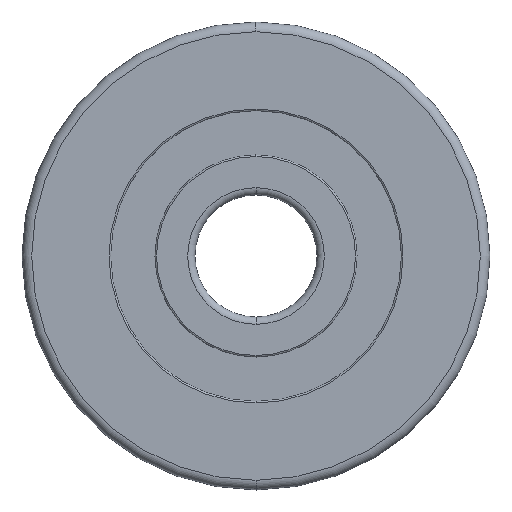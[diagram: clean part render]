
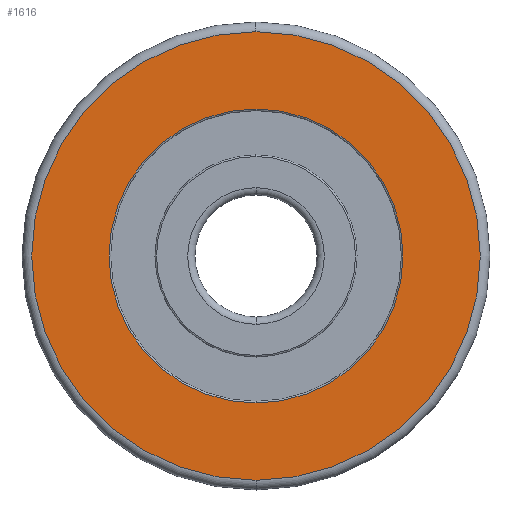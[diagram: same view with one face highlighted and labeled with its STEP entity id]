
A CAD part, left-side view. The second image highlights one B-rep face of the part: STEP entity #1616.
In plain terms, the highlighted planar face has unit normal (-1, 0, 0).
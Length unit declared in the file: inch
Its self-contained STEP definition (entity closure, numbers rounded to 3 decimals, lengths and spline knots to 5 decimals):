
#23 = EDGE_CURVE ( 'NONE', #1159, #1563, #805, .T. ) ;
#141 = AXIS2_PLACEMENT_3D ( 'NONE', #337, #1882, #1580 ) ;
#142 = AXIS2_PLACEMENT_3D ( 'NONE', #681, #1419, #1797 ) ;
#237 = PLANE ( 'NONE',  #1389 ) ;
#284 = CARTESIAN_POINT ( 'NONE',  ( -0.137, 0., -0.3695 ) ) ;
#337 = CARTESIAN_POINT ( 'NONE',  ( -0.137, 0., 0. ) ) ;
#428 = AXIS2_PLACEMENT_3D ( 'NONE', #1635, #561, #1490 ) ;
#450 = AXIS2_PLACEMENT_3D ( 'NONE', #1231, #1986, #1979 ) ;
#554 = DIRECTION ( 'NONE',  ( -1., 0., 0. ) ) ;
#558 = EDGE_LOOP ( 'NONE', ( #1312, #674 ) ) ;
#561 = DIRECTION ( 'NONE',  ( 1., 0., 0. ) ) ;
#568 = DIRECTION ( 'NONE',  ( 0., 0., 1. ) ) ;
#674 = ORIENTED_EDGE ( 'NONE', *, *, #23, .T. ) ;
#681 = CARTESIAN_POINT ( 'NONE',  ( -0.137, 0., 0. ) ) ;
#729 = CARTESIAN_POINT ( 'NONE',  ( -0.137, 0., 0.3695 ) ) ;
#774 = CARTESIAN_POINT ( 'NONE',  ( -0.137, 0., 0.24217 ) ) ;
#787 = ORIENTED_EDGE ( 'NONE', *, *, #791, .F. ) ;
#791 = EDGE_CURVE ( 'NONE', #1153, #840, #1570, .T. ) ;
#805 = CIRCLE ( 'NONE', #141, 0.24217 ) ;
#840 = VERTEX_POINT ( 'NONE', #729 ) ;
#946 = FACE_BOUND ( 'NONE', #558, .T. ) ;
#1023 = CARTESIAN_POINT ( 'NONE',  ( -0.137, 0.3695, 0. ) ) ;
#1153 = VERTEX_POINT ( 'NONE', #284 ) ;
#1159 = VERTEX_POINT ( 'NONE', #774 ) ;
#1231 = CARTESIAN_POINT ( 'NONE',  ( -0.137, 0., 0. ) ) ;
#1312 = ORIENTED_EDGE ( 'NONE', *, *, #1485, .T. ) ;
#1389 = AXIS2_PLACEMENT_3D ( 'NONE', #1023, #554, #568 ) ;
#1419 = DIRECTION ( 'NONE',  ( 1., 0., 0. ) ) ;
#1472 = EDGE_LOOP ( 'NONE', ( #787, #1968 ) ) ;
#1481 = CIRCLE ( 'NONE', #428, 0.3695 ) ;
#1485 = EDGE_CURVE ( 'NONE', #1563, #1159, #1987, .T. ) ;
#1490 = DIRECTION ( 'NONE',  ( 0., 0., -1. ) ) ;
#1563 = VERTEX_POINT ( 'NONE', #1913 ) ;
#1570 = CIRCLE ( 'NONE', #450, 0.3695 ) ;
#1580 = DIRECTION ( 'NONE',  ( 0., 0., -1. ) ) ;
#1598 = EDGE_CURVE ( 'NONE', #840, #1153, #1481, .T. ) ;
#1616 = ADVANCED_FACE ( 'NONE', ( #946, #1961 ), #237, .T. ) ;
#1635 = CARTESIAN_POINT ( 'NONE',  ( -0.137, 0., 0. ) ) ;
#1797 = DIRECTION ( 'NONE',  ( 0., 0., -1. ) ) ;
#1882 = DIRECTION ( 'NONE',  ( 1., 0., 0. ) ) ;
#1913 = CARTESIAN_POINT ( 'NONE',  ( -0.137, 0., -0.24217 ) ) ;
#1961 = FACE_OUTER_BOUND ( 'NONE', #1472, .T. ) ;
#1968 = ORIENTED_EDGE ( 'NONE', *, *, #1598, .F. ) ;
#1979 = DIRECTION ( 'NONE',  ( 0., 0., -1. ) ) ;
#1986 = DIRECTION ( 'NONE',  ( 1., 0., 0. ) ) ;
#1987 = CIRCLE ( 'NONE', #142, 0.24217 ) ;
